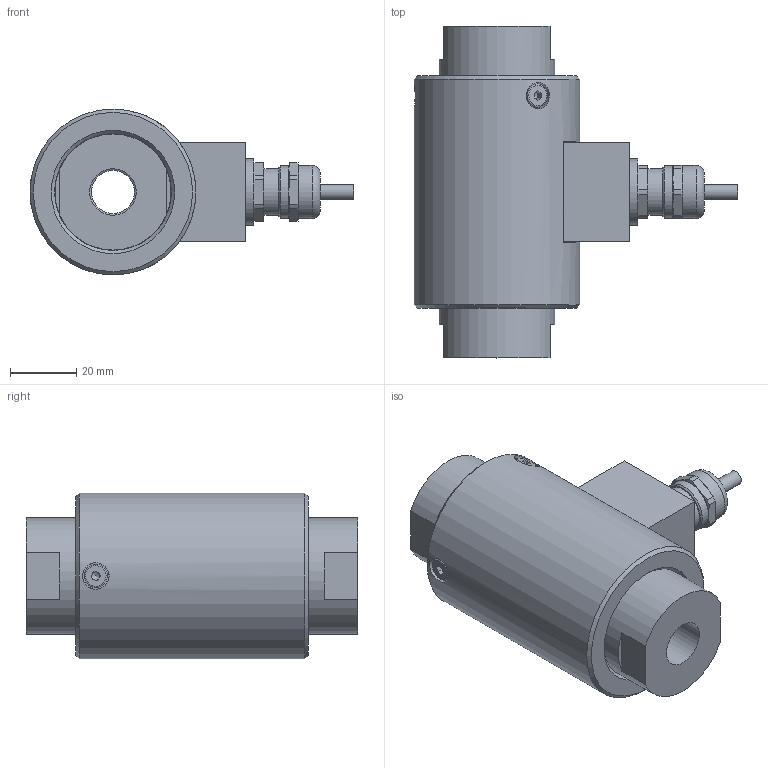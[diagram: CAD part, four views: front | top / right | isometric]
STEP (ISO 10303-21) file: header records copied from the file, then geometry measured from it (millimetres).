
FILE_DESCRIPTION (( 'STEP AP214' ), '1' );
FILE_NAME ('a_ZK2A10k...20K-T.STEP', '2025-05-06T06:29:20', ( '' ), ( '' ), 'SwSTEP 2.0', 'SolidWorks 2023', '' );
FILE_SCHEMA (( 'AUTOMOTIVE_DESIGN' ));
Length unit declared in the file: millimetre
Products named in the file (1): a_ZK2A10k...20K-T
Bounding box: 97.64 x 100 x 50 mm (x, y, z)
Volume: 161269.5 mm3; surface area: 49086.9 mm2
Topology: 13 solids, 14 shells, 329 faces, 748 edges, 463 vertices
Faces by surface type: plane 182, cylinder 83, cone 51, torus 13
Full cylindrical faces by diameter (mm): 2.5 x4, 3 x4, 3.3 x3, 3.4 x4, 3.5 x1, 4 x3, 4.3 x3, 4.5 x1, 5.7 x4, 7 x3, 8 x3, 10.159 x1, 10.16 x1, 12 x1, 13 x1, 14 x4, 14.5 x1, 15.68 x1, 15.98 x1, 16 x1, 20 x1, 24 x2, 35 x1, 35.2 x1, 50 x1
Entity records: 9428 total; most frequent: CARTESIAN_POINT 2267, DIRECTION 1490, ORIENTED_EDGE 1252, EDGE_CURVE 626, AXIS2_PLACEMENT_3D 578, EDGE_LOOP 484, VERTEX_POINT 444, FACE_OUTER_BOUND 393
